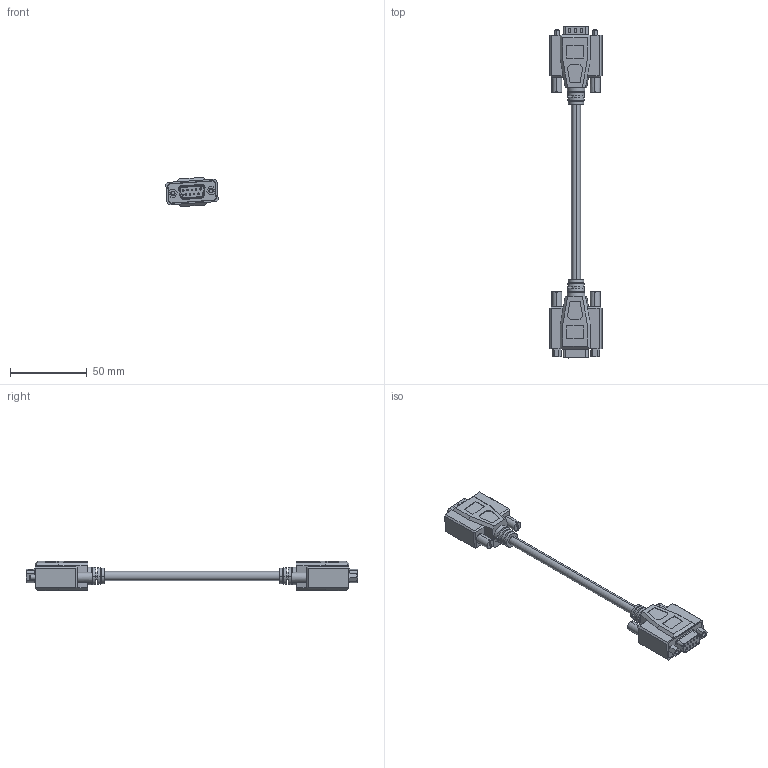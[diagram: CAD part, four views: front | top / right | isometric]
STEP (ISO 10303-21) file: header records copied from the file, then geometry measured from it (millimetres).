
FILE_DESCRIPTION (( 'STEP AP214' ), '1' );
FILE_NAME ('CSNULL9MF.STEP', '2007-11-09T18:59:25', ( ' ' ), ( ' ' ), 'SwSTEP 2.0', 'SolidWorks 2007', '' );
FILE_SCHEMA (( 'AUTOMOTIVE_DESIGN' ));
Length unit declared in the file: inch
Products named in the file (9): 3AA06-002_4-40 HEX WITHOUT FILLETS; MTN-007; 3AB01-016; SD9P_Supplier Connector; 3AA07-002_CSMN9 Screw; CSNULL9MF; SD9S_Supplier Connector; 3AB01-015; 3AC03-007_.232" O.D. X 4.5"
Assembly tree (13 placements, depth 3):
  CSNULL9MF
    3AB01-015
      3AA06-002_4-40 HEX WITHOUT FILLETS  x2
      3AA07-002_CSMN9 Screw  x2
      SD9S_Supplier Connector
      MTN-007
    3AC03-007_.232" O.D. X 4.5"
    3AB01-016
      MTN-007
      SD9P_Supplier Connector
      3AA07-002_CSMN9 Screw  x2
Bounding box: 34.13 x 216.26 x 19.07 mm (x, y, z)
Volume: 38987.5 mm3; surface area: 18743 mm2
Topology: 11 solids, 11 shells, 619 faces, 1510 edges, 973 vertices
Faces by surface type: plane 374, cylinder 182, bspline 23, sphere 18, cone 12, torus 10
Entity records: 16341 total; most frequent: CARTESIAN_POINT 3629, DIRECTION 2158, ORIENTED_EDGE 2072, EDGE_CURVE 1036, AXIS2_PLACEMENT_3D 754, VERTEX_POINT 673, LINE 650, VECTOR 650
